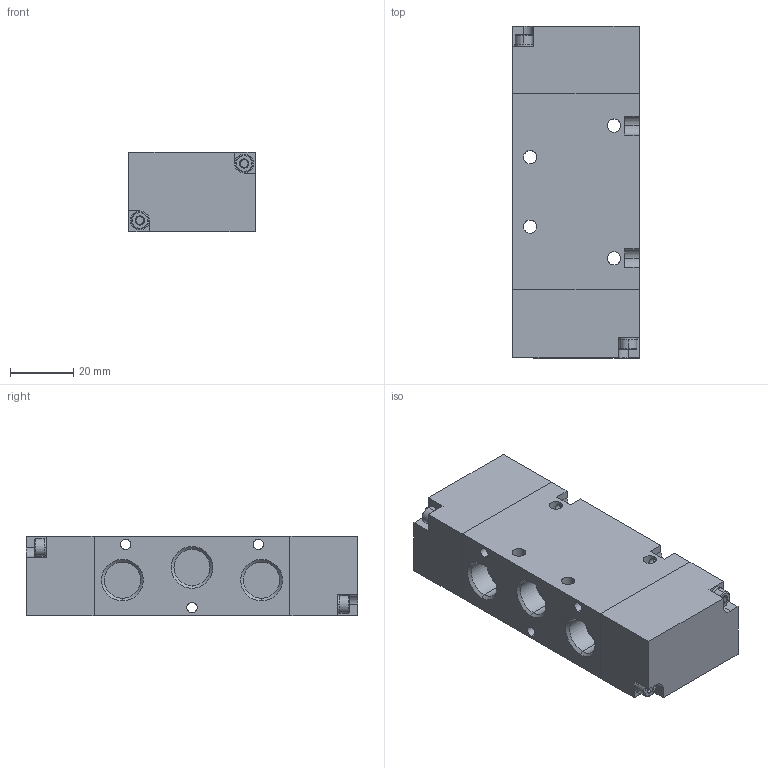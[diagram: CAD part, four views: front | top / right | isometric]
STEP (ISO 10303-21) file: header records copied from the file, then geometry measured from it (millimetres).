
FILE_DESCRIPTION(('HOOPS Exchange Step'),'2;1');
FILE_NAME('export-388B6C38-6564-48A1-B2BC-A9E8FF8AE587.stp','2021-10-28T15:10:08+02:00',('User'),('Alibre'),'HOOPS Exchange 2020.1','Alibre','Unknown authorisation');
FILE_SCHEMA( ('AP242_MANAGED_MODEL_BASED_3D_ENGINEERING_MIM_LF {1 0 10303 442 1 1 4 }') );
Length unit declared in the file: millimetre
Products named in the file (6): 4331-1 7020011200 5-2 1-4'' Pneumatic Valve, BIstable (Pneumatically operated); 4331-4 7020011200 5-2 1-4'' Pneumatic Valve, BIstable (Pneumatically operated) Washer ISO 8738 3; 4331-5 7020011200 5-2 1-4'' Pneumatic Valve, BIstable (Pneumatically operated) DIN 912 M3x12; 4331-3 7020011200 5-2 1-4'' Pneumatic Valve, BIstable (Pneumatically operated); 4331-2 7020011200 5-2 1-4'' Pneumatic Valve, BIstable (Pneumatically operated); 4331 7020011200 5-2 1-4'' Pneumatic Valve, BIstable (Pneumatically operated)
Bounding box: 40 x 105 x 25 mm (x, y, z)
Volume: 96398.3 mm3; surface area: 24713.2 mm2
Topology: 7 solids, 99 shells, 250 faces, 745 edges, 572 vertices
Faces by surface type: plane 114, cylinder 74, cone 38, torus 24
Entity records: 5232 total; most frequent: CARTESIAN_POINT 1320, DIRECTION 827, ORIENTED_EDGE 664, EDGE_CURVE 379, AXIS2_PLACEMENT_3D 309, VERTEX_POINT 266, VECTOR 209, LINE 209
